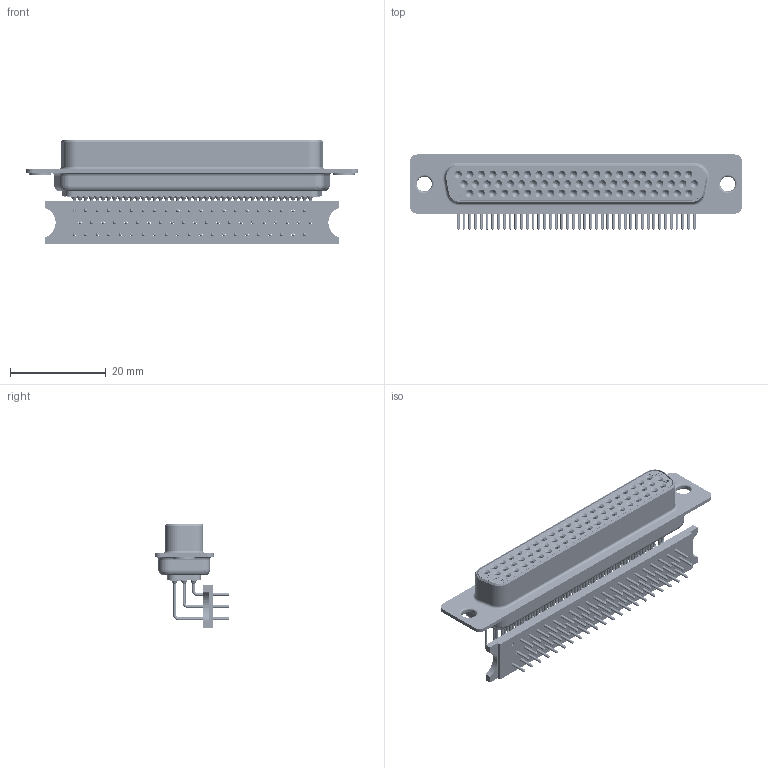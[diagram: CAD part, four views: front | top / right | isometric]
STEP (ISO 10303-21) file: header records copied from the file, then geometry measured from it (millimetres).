
FILE_DESCRIPTION(/* description */ ('M1101/62F/white'),/* implementation_level */ '2;1');
FILE_NAME(/* name */ 'K060915.stp',/* time_stamp */ '2017-05-02T10:37:04+02:00',/* author */ ('M. Rickli'),/* organization */ (''),/* preprocessor_version */ 'ST-DEVELOPER v15.6',/* originating_system */ 'Autodesk Inventor 2015',/* authorisation */ '');
FILE_SCHEMA (('AUTOMOTIVE_DESIGN { 1 0 10303 214 3 1 1 }'));
Length unit declared in the file: millimetre
Products named in the file (8): N00679_China_BG; R+B00747_BG; R+B00749_BG; R+B00748_BG; R+B00159_BG; N00544_female_BG; R+B00488_BG; K060915
Assembly tree (66 placements, depth 2):
  K060915
    N00679_China_BG
    R+B00747_BG  x20
    R+B00749_BG  x21
    R+B00748_BG  x21
    R+B00159_BG
    N00544_female_BG
    R+B00488_BG
Bounding box: 69.5 x 15.7 x 21.84 mm (x, y, z)
Volume: 6588.6 mm3; surface area: 17521.3 mm2
Topology: 66 solids, 128 shells, 2510 faces, 5461 edges, 3429 vertices
Faces by surface type: plane 1170, cylinder 829, cone 377, torus 86, bspline 48
Full cylindrical faces by diameter (mm): 0.6 x124, 0.7 x63, 0.8 x62, 0.88 x62, 1.24 x62, 1.26 x62, 1.28 x62, 1.4 x124, 1.6 x124, 3.1 x2, 3.9 x2, 4.06 x2, 4.6 x2
Entity records: 35942 total; most frequent: CARTESIAN_POINT 10793, DIRECTION 5388, ORIENTED_EDGE 3930, AXIS2_PLACEMENT_3D 2325, EDGE_LOOP 2301, EDGE_CURVE 1903, VERTEX_POINT 1532, FACE_OUTER_BOUND 1212
